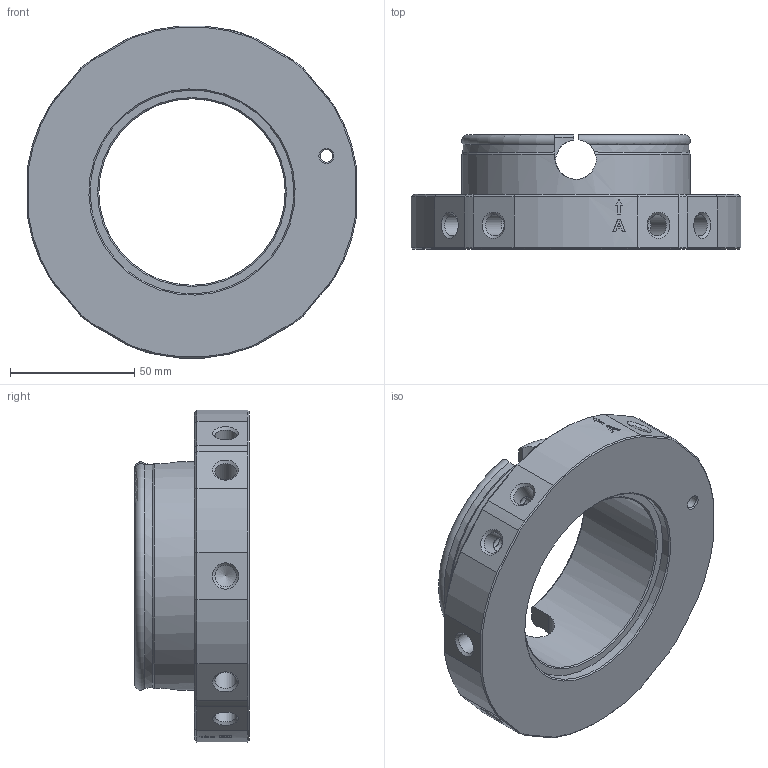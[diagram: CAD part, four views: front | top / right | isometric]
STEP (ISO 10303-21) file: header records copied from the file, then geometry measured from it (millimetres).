
FILE_DESCRIPTION(/* description */ ('Norm.ipt Template'),/* implementation_level */ '2;1');
FILE_NAME(/* name */ 'MT_BGR00020310.stp',/* time_stamp */ '2022-01-17T10:22:27+01:00',/* author */ ('michael.schutter'),/* organization */ (''),/* preprocessor_version */ 'ST-DEVELOPER v16.5',/* originating_system */ 'Autodesk Inventor 2017',/* authorisation */ '');
FILE_SCHEMA (('AUTOMOTIVE_DESIGN { 1 0 10303 214 3 1 1 }'));
Length unit declared in the file: millimetre
Products named in the file (1): MT_WST00110874 Dummy Wechselsystem
Bounding box: 132.65 x 46 x 133.61 mm (x, y, z)
Volume: 241158.2 mm3; surface area: 50983.8 mm2
Topology: 2 solids, 11 shells, 282 faces, 659 edges, 418 vertices
Faces by surface type: plane 108, cylinder 83, cone 57, torus 22, bspline 12
Full cylindrical faces by diameter (mm): 5 x1, 6 x10, 8 x10, 8.566 x10, 10.413 x20, 75 x1, 82 x1, 92 x1
Entity records: 8407 total; most frequent: CARTESIAN_POINT 2287, DIRECTION 1198, ORIENTED_EDGE 1042, AXIS2_PLACEMENT_3D 522, EDGE_CURVE 511, EDGE_LOOP 452, VERTEX_POINT 377, STYLED_ITEM 283
